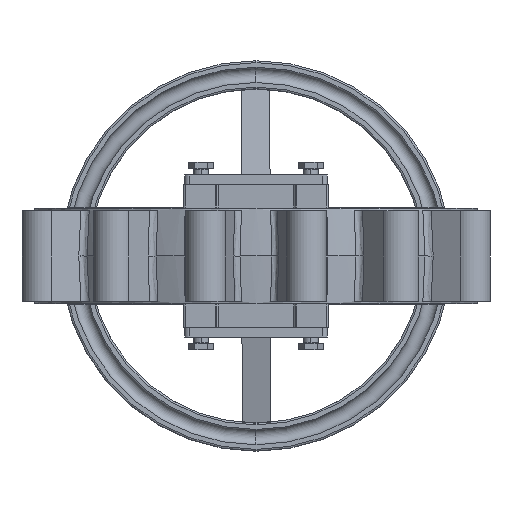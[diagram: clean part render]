
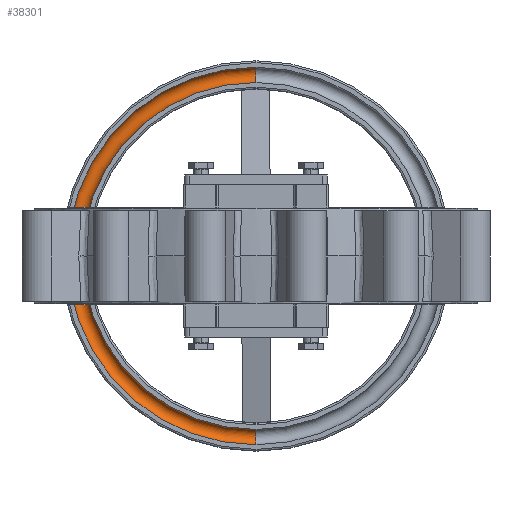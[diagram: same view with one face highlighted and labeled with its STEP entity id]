
A CAD part, front view. The second image highlights one B-rep face of the part: STEP entity #38301.
In plain terms, the highlighted toroidal (fillet/blend) face has major radius 190 mm and minor radius 8 mm.
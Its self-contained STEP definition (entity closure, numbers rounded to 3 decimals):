
#38189 = VERTEX_POINT ( 'NONE', #56631 ) ;
#38191 = VERTEX_POINT ( 'NONE', #56630 ) ;
#38283 = ORIENTED_EDGE ( 'NONE', *, *, #38287, .F. ) ;
#38287 = EDGE_CURVE ( 'NONE', #38311, #38191, #56787, .T. ) ;
#38297 = EDGE_CURVE ( 'NONE', #38322, #38311, #56807, .T. ) ;
#38299 = EDGE_LOOP ( 'NONE', ( #38302, #38303, #38305, #38283 ) ) ;
#38301 = ADVANCED_FACE ( 'NONE', ( #56796 ), #56799, .F. ) ;
#38302 = ORIENTED_EDGE ( 'NONE', *, *, #38297, .F. ) ;
#38303 = ORIENTED_EDGE ( 'NONE', *, *, #38315, .T. ) ;
#38305 = ORIENTED_EDGE ( 'NONE', *, *, #38327, .T. ) ;
#38311 = VERTEX_POINT ( 'NONE', #56821 ) ;
#38315 = EDGE_CURVE ( 'NONE', #38322, #38189, #56823, .T. ) ;
#38322 = VERTEX_POINT ( 'NONE', #56869 ) ;
#38327 = EDGE_CURVE ( 'NONE', #38189, #38191, #56825, .T. ) ;
#56630 = CARTESIAN_POINT ( 'NONE',  ( 0., 980., -198. ) ) ;
#56631 = CARTESIAN_POINT ( 'NONE',  ( 0., 980., 198. ) ) ;
#56769 = CARTESIAN_POINT ( 'NONE',  ( 0., 980., 0. ) ) ;
#56772 = DIRECTION ( 'NONE',  ( 0., 0., 1. ) ) ;
#56773 = DIRECTION ( 'NONE',  ( -1., 0., 0. ) ) ;
#56774 = CARTESIAN_POINT ( 'NONE',  ( 0., 980., -190. ) ) ;
#56777 = AXIS2_PLACEMENT_3D ( 'NONE', #56774, #56773, #56772 ) ;
#56787 = CIRCLE ( 'NONE', #56777, 8. ) ;
#56790 = AXIS2_PLACEMENT_3D ( 'NONE', #56769, #56798, #56797 ) ;
#56796 = FACE_OUTER_BOUND ( 'NONE', #38299, .T. ) ;
#56797 = DIRECTION ( 'NONE',  ( 0., 0., -1. ) ) ;
#56798 = DIRECTION ( 'NONE',  ( 0., -1., 0. ) ) ;
#56799 = TOROIDAL_SURFACE ( 'NONE', #56802, 190., 8. ) ;
#56802 = AXIS2_PLACEMENT_3D ( 'NONE', #56831, #56830, #56824 ) ;
#56805 = AXIS2_PLACEMENT_3D ( 'NONE', #56877, #56875, #56868 ) ;
#56807 = CIRCLE ( 'NONE', #56790, 182. ) ;
#56821 = CARTESIAN_POINT ( 'NONE',  ( 0., 980., -182. ) ) ;
#56823 = CIRCLE ( 'NONE', #56805, 8. ) ;
#56824 = DIRECTION ( 'NONE',  ( 0., 0., -1. ) ) ;
#56825 = CIRCLE ( 'NONE', #56863, 198. ) ;
#56830 = DIRECTION ( 'NONE',  ( 0., -1., 0. ) ) ;
#56831 = CARTESIAN_POINT ( 'NONE',  ( 0., 980., 0. ) ) ;
#56852 = DIRECTION ( 'NONE',  ( 0., 0., -1. ) ) ;
#56853 = DIRECTION ( 'NONE',  ( 0., -1., 0. ) ) ;
#56854 = CARTESIAN_POINT ( 'NONE',  ( 0., 980., 0. ) ) ;
#56863 = AXIS2_PLACEMENT_3D ( 'NONE', #56854, #56853, #56852 ) ;
#56868 = DIRECTION ( 'NONE',  ( 0., 0., -1. ) ) ;
#56869 = CARTESIAN_POINT ( 'NONE',  ( 0., 980., 182. ) ) ;
#56875 = DIRECTION ( 'NONE',  ( 1., 0., 0. ) ) ;
#56877 = CARTESIAN_POINT ( 'NONE',  ( 0., 980., 190. ) ) ;
